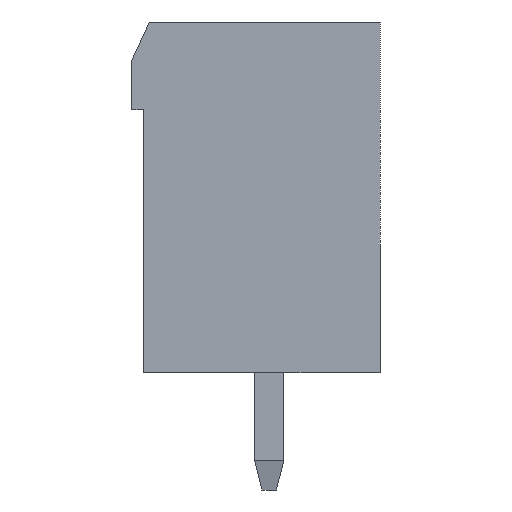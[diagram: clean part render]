
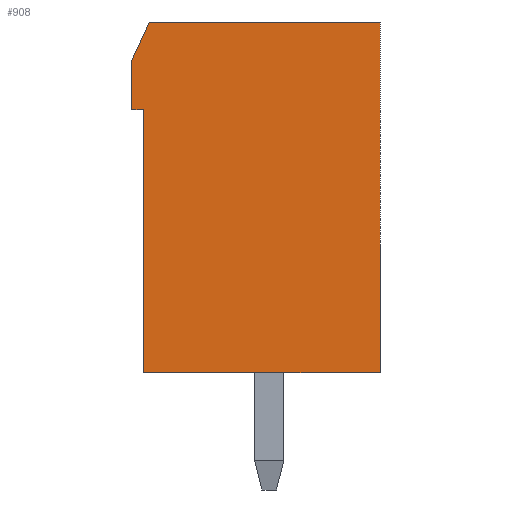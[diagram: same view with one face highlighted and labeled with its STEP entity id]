
A CAD part, left-side view. The second image highlights one B-rep face of the part: STEP entity #908.
In plain terms, the highlighted planar face has unit normal (-1, 0, 0).
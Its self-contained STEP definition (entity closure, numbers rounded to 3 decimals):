
#908 = ADVANCED_FACE( '', ( #1780 ), #1781, .T. );
#1780 = FACE_OUTER_BOUND( '', #2614, .T. );
#1781 = PLANE( '', #2615 );
#2614 = EDGE_LOOP( '', ( #5133, #5134, #5135, #5136, #5137, #5138, #5139 ) );
#2615 = AXIS2_PLACEMENT_3D( '', #5140, #5141, #5142 );
#5133 = ORIENTED_EDGE( '', *, *, #6143, .T. );
#5134 = ORIENTED_EDGE( '', *, *, #6075, .F. );
#5135 = ORIENTED_EDGE( '', *, *, #5310, .T. );
#5136 = ORIENTED_EDGE( '', *, *, #6048, .T. );
#5137 = ORIENTED_EDGE( '', *, *, #5677, .T. );
#5138 = ORIENTED_EDGE( '', *, *, #6131, .T. );
#5139 = ORIENTED_EDGE( '', *, *, #5958, .T. );
#5140 = CARTESIAN_POINT( '', ( -18.5, 0., 0. ) );
#5141 = DIRECTION( '', ( -1., 0., 0. ) );
#5142 = DIRECTION( '', ( 0., 0., 1. ) );
#5310 = EDGE_CURVE( '', #6435, #6433, #6436, .T. );
#5677 = EDGE_CURVE( '', #7026, #7024, #7027, .T. );
#5958 = EDGE_CURVE( '', #7432, #7430, #7433, .F. );
#6048 = EDGE_CURVE( '', #6433, #7026, #7536, .T. );
#6075 = EDGE_CURVE( '', #6435, #7564, #7567, .T. );
#6131 = EDGE_CURVE( '', #7024, #7432, #7623, .T. );
#6143 = EDGE_CURVE( '', #7430, #7564, #7635, .T. );
#6433 = VERTEX_POINT( '', #8048 );
#6435 = VERTEX_POINT( '', #8051 );
#6436 = LINE( '', #8052, #8053 );
#7024 = VERTEX_POINT( '', #8922 );
#7026 = VERTEX_POINT( '', #8925 );
#7027 = LINE( '', #8926, #8927 );
#7430 = VERTEX_POINT( '', #9525 );
#7432 = VERTEX_POINT( '', #9528 );
#7433 = LINE( '', #9529, #9530 );
#7536 = LINE( '', #9679, #9680 );
#7564 = VERTEX_POINT( '', #9720 );
#7567 = LINE( '', #9725, #9726 );
#7623 = LINE( '', #9800, #9801 );
#7635 = LINE( '', #9814, #9815 );
#8048 = CARTESIAN_POINT( '', ( -18.5, 3.85, -6. ) );
#8051 = CARTESIAN_POINT( '', ( -18.5, 3.85, 3. ) );
#8052 = CARTESIAN_POINT( '', ( -18.5, 3.85, 3. ) );
#8053 = VECTOR( '', #9964, 1000. );
#8922 = CARTESIAN_POINT( '', ( -18.5, -4.25, 6. ) );
#8925 = CARTESIAN_POINT( '', ( -18.5, -4.25, -6. ) );
#8926 = CARTESIAN_POINT( '', ( -18.5, -4.25, -6. ) );
#8927 = VECTOR( '', #10289, 1000. );
#9525 = CARTESIAN_POINT( '', ( -18.5, 4.25, 4.7 ) );
#9528 = CARTESIAN_POINT( '', ( -18.5, 3.65, 6. ) );
#9529 = CARTESIAN_POINT( '', ( -18.5, 5.292, 2.442 ) );
#9530 = VECTOR( '', #10540, 1000. );
#9679 = CARTESIAN_POINT( '', ( -18.5, 4.25, -6. ) );
#9680 = VECTOR( '', #10608, 1000. );
#9720 = CARTESIAN_POINT( '', ( -18.5, 4.25, 3. ) );
#9725 = CARTESIAN_POINT( '', ( -18.5, 3.85, 3. ) );
#9726 = VECTOR( '', #10629, 1000. );
#9800 = CARTESIAN_POINT( '', ( -18.5, -4.25, 6. ) );
#9801 = VECTOR( '', #10654, 1000. );
#9814 = CARTESIAN_POINT( '', ( -18.5, 4.25, 6. ) );
#9815 = VECTOR( '', #10659, 1000. );
#9964 = DIRECTION( '', ( 0., 0., -1. ) );
#10289 = DIRECTION( '', ( 0., 0., 1. ) );
#10540 = DIRECTION( '', ( 0., -0.419, 0.908 ) );
#10608 = DIRECTION( '', ( 0., -1., 0. ) );
#10629 = DIRECTION( '', ( 0., 1., 0. ) );
#10654 = DIRECTION( '', ( 0., 1., 0. ) );
#10659 = DIRECTION( '', ( 0., 0., -1. ) );
